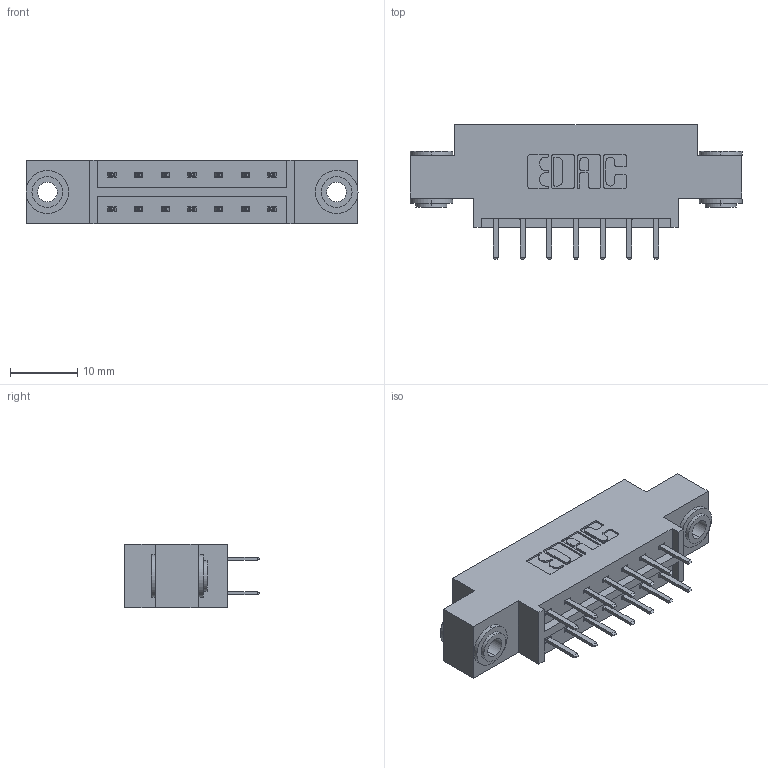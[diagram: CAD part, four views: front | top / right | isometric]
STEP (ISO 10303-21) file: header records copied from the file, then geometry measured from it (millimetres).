
FILE_DESCRIPTION (( 'STEP AP203' ), '1' );
FILE_NAME ('833-014-520-803.STEP', '2020-05-31T01:07:42', ( '' ), ( '' ), 'SwSTEP 2.0', 'SolidWorks 2020', '' );
FILE_SCHEMA (( 'CONFIG_CONTROL_DESIGN' ));
Length unit declared in the file: inch
Products named in the file (4): 345-250-002_345-250-002-102; 345-292-001_345-293-120; 833 Part_Offset - .156 Dia - TH; 833-014-520-803
Assembly tree (17 placements, depth 2):
  833-014-520-803
    833 Part_Offset - .156 Dia - TH
    345-292-001_345-293-120  x14
    345-250-002_345-250-002-102  x2
Bounding box: 49.28 x 20.02 x 9.4 mm (x, y, z)
Volume: 4488.9 mm3; surface area: 5356.4 mm2
Topology: 17 solids, 17 shells, 940 faces, 2681 edges, 1746 vertices
Faces by surface type: plane 616, cylinder 316, cone 8
Entity records: 9926 total; most frequent: CARTESIAN_POINT 1677, ORIENTED_EDGE 1594, DIRECTION 1515, EDGE_CURVE 797, VECTOR 641, LINE 641, VERTEX_POINT 526, AXIS2_PLACEMENT_3D 437
